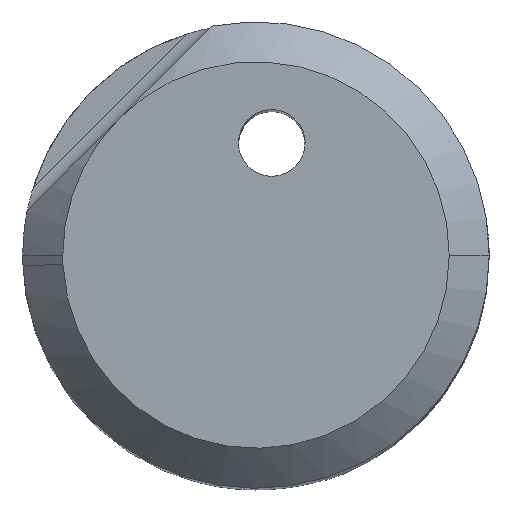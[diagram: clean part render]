
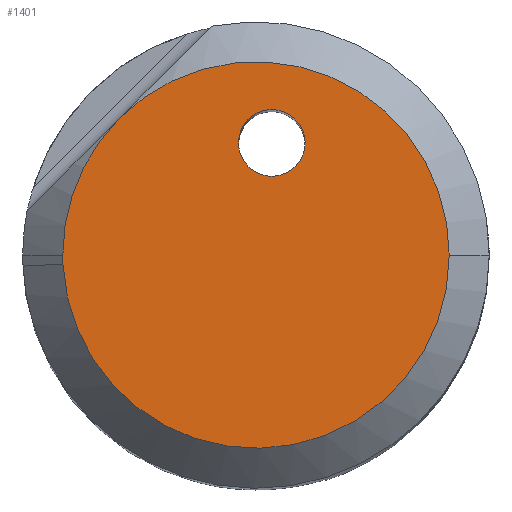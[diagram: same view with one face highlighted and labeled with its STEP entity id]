
A CAD part, top view. The second image highlights one B-rep face of the part: STEP entity #1401.
In plain terms, the highlighted planar face has unit normal (0, 0, 1).
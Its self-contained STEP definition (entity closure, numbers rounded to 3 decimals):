
#1102=AXIS2_PLACEMENT_3D('Circle Axis2P3D',#1100,#1101,$) ;
#1183=AXIS2_PLACEMENT_3D('Circle Axis2P3D',#1181,#1182,$) ;
#1215=AXIS2_PLACEMENT_3D('Circle Axis2P3D',#1213,#1214,$) ;
#1233=AXIS2_PLACEMENT_3D('Circle Axis2P3D',#1231,#1232,$) ;
#1344=AXIS2_PLACEMENT_3D('Circle Axis2P3D',#1342,#1343,$) ;
#1389=AXIS2_PLACEMENT_3D('Plane Axis2P3D',#1386,#1387,#1388) ;
#1097=CARTESIAN_POINT('Vertex',(-2.9,0.,0.)) ;
#1100=CARTESIAN_POINT('Axis2P3D Location',(0.,0.,0.)) ;
#1104=CARTESIAN_POINT('Vertex',(-2.051,2.051,0.)) ;
#1181=CARTESIAN_POINT('Axis2P3D Location',(0.,0.,0.)) ;
#1185=CARTESIAN_POINT('Vertex',(2.9,0.,0.)) ;
#1210=CARTESIAN_POINT('Vertex',(-2.897,-0.137,0.)) ;
#1213=CARTESIAN_POINT('Axis2P3D Location',(0.,0.,0.)) ;
#1231=CARTESIAN_POINT('Axis2P3D Location',(0.,0.,0.)) ;
#1339=CARTESIAN_POINT('Vertex',(-0.261,1.732,0.)) ;
#1342=CARTESIAN_POINT('Axis2P3D Location',(0.237,1.683,0.)) ;
#1346=CARTESIAN_POINT('Vertex',(0.734,1.635,0.)) ;
#1368=CARTESIAN_POINT('Control Point',(-0.261,1.732,0.)) ;
#1369=CARTESIAN_POINT('Control Point',(-0.246,1.888,0.)) ;
#1370=CARTESIAN_POINT('Control Point',(-0.169,2.038,0.)) ;
#1371=CARTESIAN_POINT('Control Point',(-0.034,2.15,0.)) ;
#1372=CARTESIAN_POINT('Control Point',(0.291,2.243,0.)) ;
#1373=CARTESIAN_POINT('Control Point',(0.592,2.089,0.)) ;
#1374=CARTESIAN_POINT('Control Point',(0.703,1.954,0.)) ;
#1375=CARTESIAN_POINT('Control Point',(0.749,1.791,0.)) ;
#1376=CARTESIAN_POINT('Control Point',(0.734,1.635,0.)) ;
#1386=CARTESIAN_POINT('Axis2P3D Location',(0.,0.,0.)) ;
#1101=DIRECTION('Axis2P3D Direction',(0.,0.,-1.)) ;
#1182=DIRECTION('Axis2P3D Direction',(0.,0.,-1.)) ;
#1214=DIRECTION('Axis2P3D Direction',(0.,0.,-1.)) ;
#1232=DIRECTION('Axis2P3D Direction',(0.,0.,-1.)) ;
#1343=DIRECTION('Axis2P3D Direction',(0.,0.,-1.)) ;
#1387=DIRECTION('Axis2P3D Direction',(0.,0.,-1.)) ;
#1388=DIRECTION('Axis2P3D XDirection',(-1.,0.,0.)) ;
#1392=ORIENTED_EDGE('',*,*,#1187,.F.) ;
#1393=ORIENTED_EDGE('',*,*,#1106,.F.) ;
#1394=ORIENTED_EDGE('',*,*,#1235,.F.) ;
#1395=ORIENTED_EDGE('',*,*,#1217,.F.) ;
#1398=ORIENTED_EDGE('',*,*,#1377,.T.) ;
#1399=ORIENTED_EDGE('',*,*,#1348,.T.) ;
#1400=FACE_BOUND('',#1397,.T.) ;
#1401=ADVANCED_FACE('NOCUT',(#1396,#1400),#1390,.F.) ;
#1367=B_SPLINE_CURVE_WITH_KNOTS('',5,(#1368,#1369,#1370,#1371,#1372,#1373,#1374,#1375,#1376),.UNSPECIFIED.,.F.,.U.,(6,3,6),(-0.785,0.,0.785),.UNSPECIFIED.) ;
#1103=CIRCLE('generated circle',#1102,2.9) ;
#1184=CIRCLE('generated circle',#1183,2.9) ;
#1216=CIRCLE('generated circle',#1215,2.9) ;
#1234=CIRCLE('generated circle',#1233,2.9) ;
#1345=CIRCLE('generated circle',#1344,0.5) ;
#1106=EDGE_CURVE('',#1098,#1105,#1103,.T.) ;
#1187=EDGE_CURVE('',#1105,#1186,#1184,.T.) ;
#1217=EDGE_CURVE('',#1186,#1211,#1216,.T.) ;
#1235=EDGE_CURVE('',#1211,#1098,#1234,.T.) ;
#1348=EDGE_CURVE('',#1347,#1340,#1345,.T.) ;
#1377=EDGE_CURVE('',#1340,#1347,#1367,.T.) ;
#1391=EDGE_LOOP('',(#1392,#1393,#1394,#1395)) ;
#1397=EDGE_LOOP('',(#1398,#1399)) ;
#1396=FACE_OUTER_BOUND('',#1391,.T.) ;
#1390=PLANE('',#1389) ;
#1098=VERTEX_POINT('',#1097) ;
#1105=VERTEX_POINT('',#1104) ;
#1186=VERTEX_POINT('',#1185) ;
#1211=VERTEX_POINT('',#1210) ;
#1340=VERTEX_POINT('',#1339) ;
#1347=VERTEX_POINT('',#1346) ;
